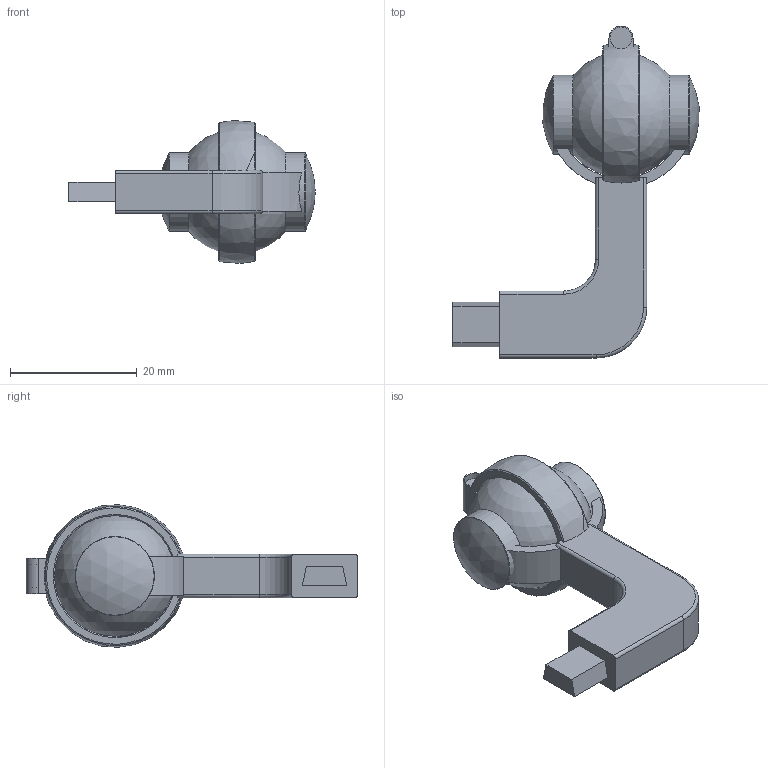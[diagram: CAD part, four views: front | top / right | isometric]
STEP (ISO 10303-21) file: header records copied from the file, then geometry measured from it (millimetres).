
FILE_DESCRIPTION (( 'STEP AP203' ), '1' );
FILE_NAME ('Saramonic_G-Mic_Stereo.STEP', '2019-02-26T11:54:40', ( '' ), ( '' ), 'SwSTEP 2.0', 'SolidWorks 2011', '' );
FILE_SCHEMA (( 'CONFIG_CONTROL_DESIGN' ));
Length unit declared in the file: millimetre
Products named in the file (1): Saramonic_G-Mic_Stereo
Bounding box: 38.88 x 52.4 x 22.51 mm (x, y, z)
Volume: 8133.6 mm3; surface area: 3721.8 mm2
Topology: 2 solids, 2 shells, 65 faces, 170 edges, 110 vertices
Faces by surface type: plane 29, cylinder 19, torus 10, sphere 7
Full cylindrical faces by diameter (mm): 3.5 x2, 12.5 x2
Entity records: 2043 total; most frequent: CARTESIAN_POINT 439, DIRECTION 328, ORIENTED_EDGE 304, EDGE_CURVE 152, AXIS2_PLACEMENT_3D 125, VERTEX_POINT 102, LINE 78, VECTOR 78
